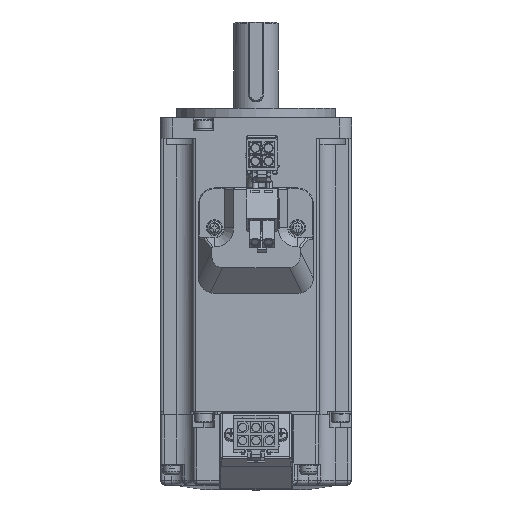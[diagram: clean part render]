
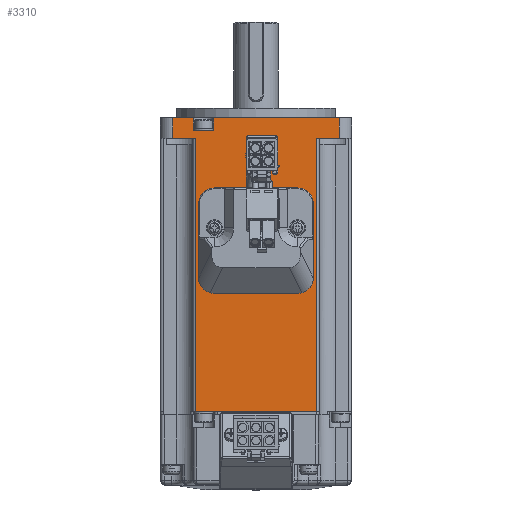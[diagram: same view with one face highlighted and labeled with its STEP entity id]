
A CAD part, top view. The second image highlights one B-rep face of the part: STEP entity #3310.
In plain terms, the highlighted planar face has unit normal (0, 0, 1).
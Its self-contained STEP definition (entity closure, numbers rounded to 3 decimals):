
#3310=ADVANCED_FACE('',(#13405,#13406),#5411,.F.);
#5411=PLANE('',#36433);
#6670=LINE('',#50224,#10037);
#6679=LINE('',#50246,#10046);
#6680=LINE('',#50250,#10047);
#6681=LINE('',#50254,#10048);
#6682=LINE('',#50255,#10049);
#6683=LINE('',#50258,#10050);
#6684=LINE('',#50260,#10051);
#6685=LINE('',#50262,#10052);
#6686=LINE('',#50264,#10053);
#6687=LINE('',#50266,#10054);
#6688=LINE('',#50268,#10055);
#6689=LINE('',#50270,#10056);
#6690=LINE('',#50272,#10057);
#6691=LINE('',#50274,#10058);
#6692=LINE('',#50276,#10059);
#6693=LINE('',#50278,#10060);
#10037=VECTOR('',#39906,1.);
#10046=VECTOR('',#39921,1.);
#10047=VECTOR('',#39924,1.);
#10048=VECTOR('',#39927,1.);
#10049=VECTOR('',#39928,1.);
#10050=VECTOR('',#39929,1.);
#10051=VECTOR('',#39930,1.);
#10052=VECTOR('',#39931,1.);
#10053=VECTOR('',#39932,1.);
#10054=VECTOR('',#39933,1.);
#10055=VECTOR('',#39934,1.);
#10056=VECTOR('',#39935,1.);
#10057=VECTOR('',#39936,1.);
#10058=VECTOR('',#39937,1.);
#10059=VECTOR('',#39938,1.);
#10060=VECTOR('',#39939,1.);
#13405=FACE_BOUND('',#13869,.T.);
#13406=FACE_BOUND('',#13870,.T.);
#13869=EDGE_LOOP('',(#16235,#16236,#16237,#16238,#16239,#16240,#16241,#16242));
#13870=EDGE_LOOP('',(#16243,#16244,#16245,#16246,#16247,#16248,#16249,#16250,
#16251,#16252,#16253,#16254));
#16235=ORIENTED_EDGE('',*,*,#29895,.F.);
#16236=ORIENTED_EDGE('',*,*,#29886,.F.);
#16237=ORIENTED_EDGE('',*,*,#29896,.F.);
#16238=ORIENTED_EDGE('',*,*,#29897,.F.);
#16239=ORIENTED_EDGE('',*,*,#29898,.F.);
#16240=ORIENTED_EDGE('',*,*,#29899,.F.);
#16241=ORIENTED_EDGE('',*,*,#29900,.F.);
#16242=ORIENTED_EDGE('',*,*,#29901,.F.);
#16243=ORIENTED_EDGE('',*,*,#29902,.F.);
#16244=ORIENTED_EDGE('',*,*,#29903,.T.);
#16245=ORIENTED_EDGE('',*,*,#29904,.F.);
#16246=ORIENTED_EDGE('',*,*,#29905,.T.);
#16247=ORIENTED_EDGE('',*,*,#29906,.F.);
#16248=ORIENTED_EDGE('',*,*,#29907,.T.);
#16249=ORIENTED_EDGE('',*,*,#29908,.F.);
#16250=ORIENTED_EDGE('',*,*,#29909,.F.);
#16251=ORIENTED_EDGE('',*,*,#29910,.F.);
#16252=ORIENTED_EDGE('',*,*,#29911,.T.);
#16253=ORIENTED_EDGE('',*,*,#29912,.F.);
#16254=ORIENTED_EDGE('',*,*,#29913,.F.);
#26582=VERTEX_POINT('',#50223);
#26583=VERTEX_POINT('',#50225);
#26591=VERTEX_POINT('',#50243);
#26592=VERTEX_POINT('',#50245);
#26593=VERTEX_POINT('',#50247);
#26594=VERTEX_POINT('',#50249);
#26595=VERTEX_POINT('',#50251);
#26596=VERTEX_POINT('',#50253);
#26597=VERTEX_POINT('',#50256);
#26598=VERTEX_POINT('',#50257);
#26599=VERTEX_POINT('',#50259);
#26600=VERTEX_POINT('',#50261);
#26601=VERTEX_POINT('',#50263);
#26602=VERTEX_POINT('',#50265);
#26603=VERTEX_POINT('',#50267);
#26604=VERTEX_POINT('',#50269);
#26605=VERTEX_POINT('',#50271);
#26606=VERTEX_POINT('',#50273);
#26607=VERTEX_POINT('',#50275);
#26608=VERTEX_POINT('',#50277);
#29886=EDGE_CURVE('',#26582,#26583,#6670,.T.);
#29895=EDGE_CURVE('',#26583,#26591,#35063,.T.);
#29896=EDGE_CURVE('',#26592,#26582,#35064,.T.);
#29897=EDGE_CURVE('',#26593,#26592,#6679,.T.);
#29898=EDGE_CURVE('',#26594,#26593,#35065,.T.);
#29899=EDGE_CURVE('',#26595,#26594,#6680,.T.);
#29900=EDGE_CURVE('',#26596,#26595,#35066,.T.);
#29901=EDGE_CURVE('',#26591,#26596,#6681,.T.);
#29902=EDGE_CURVE('',#26597,#26598,#6682,.T.);
#29903=EDGE_CURVE('',#26597,#26599,#6683,.T.);
#29904=EDGE_CURVE('',#26600,#26599,#6684,.T.);
#29905=EDGE_CURVE('',#26600,#26601,#6685,.T.);
#29906=EDGE_CURVE('',#26602,#26601,#6686,.T.);
#29907=EDGE_CURVE('',#26602,#26603,#6687,.T.);
#29908=EDGE_CURVE('',#26604,#26603,#6688,.T.);
#29909=EDGE_CURVE('',#26605,#26604,#6689,.T.);
#29910=EDGE_CURVE('',#26606,#26605,#6690,.T.);
#29911=EDGE_CURVE('',#26606,#26607,#6691,.T.);
#29912=EDGE_CURVE('',#26608,#26607,#6692,.T.);
#29913=EDGE_CURVE('',#26598,#26608,#6693,.T.);
#35063=CIRCLE('',#36429,5.);
#35064=CIRCLE('',#36430,5.);
#35065=CIRCLE('',#36431,5.);
#35066=CIRCLE('',#36432,5.);
#36429=AXIS2_PLACEMENT_3D('',#50242,#39917,#39918);
#36430=AXIS2_PLACEMENT_3D('',#50244,#39919,#39920);
#36431=AXIS2_PLACEMENT_3D('',#50248,#39922,#39923);
#36432=AXIS2_PLACEMENT_3D('',#50252,#39925,#39926);
#36433=AXIS2_PLACEMENT_3D('',#50279,#39940,#39941);
#39906=DIRECTION('',(-1.,0.,0.));
#39917=DIRECTION('',(0.,0.,1.));
#39918=DIRECTION('',(0.,-1.,0.));
#39919=DIRECTION('',(0.,0.,1.));
#39920=DIRECTION('',(0.,-1.,0.));
#39921=DIRECTION('',(0.,1.,0.));
#39922=DIRECTION('',(0.,0.,1.));
#39923=DIRECTION('',(0.,-1.,0.));
#39924=DIRECTION('',(1.,0.,0.));
#39925=DIRECTION('',(0.,0.,1.));
#39926=DIRECTION('',(0.,-1.,0.));
#39927=DIRECTION('',(0.,-1.,0.));
#39928=DIRECTION('',(-1.,0.,0.));
#39929=DIRECTION('',(0.,-1.,0.));
#39930=DIRECTION('',(-1.,0.,0.));
#39931=DIRECTION('',(0.,1.,0.));
#39932=DIRECTION('',(-1.,0.,0.));
#39933=DIRECTION('',(0.,1.,0.));
#39934=DIRECTION('',(1.,0.,0.));
#39935=DIRECTION('',(0.,1.,0.));
#39936=DIRECTION('',(1.,0.,0.));
#39937=DIRECTION('',(0.,1.,0.));
#39938=DIRECTION('',(1.,0.,0.));
#39939=DIRECTION('',(0.,1.,0.));
#39940=DIRECTION('',(0.,0.,-1.));
#39941=DIRECTION('',(0.,1.,0.));
#50223=CARTESIAN_POINT('',(13.,11.,0.));
#50224=CARTESIAN_POINT('',(0.,11.,0.));
#50225=CARTESIAN_POINT('',(-13.,11.,0.));
#50242=CARTESIAN_POINT('',(-13.,6.,0.));
#50243=CARTESIAN_POINT('',(-18.,6.,0.));
#50244=CARTESIAN_POINT('',(13.,6.,0.));
#50245=CARTESIAN_POINT('',(18.,6.,0.));
#50246=CARTESIAN_POINT('',(18.,-17.,0.));
#50247=CARTESIAN_POINT('',(18.,-17.,0.));
#50248=CARTESIAN_POINT('',(13.,-17.,0.));
#50249=CARTESIAN_POINT('',(13.,-22.,0.));
#50250=CARTESIAN_POINT('',(-13.,-22.,0.));
#50251=CARTESIAN_POINT('',(-13.,-22.,0.));
#50252=CARTESIAN_POINT('',(-13.,-17.,0.));
#50253=CARTESIAN_POINT('',(-18.,-17.,0.));
#50254=CARTESIAN_POINT('',(-18.,6.,0.));
#50255=CARTESIAN_POINT('',(-19.8,26.5,0.));
#50256=CARTESIAN_POINT('',(-18.8,26.5,0.));
#50257=CARTESIAN_POINT('',(-26.,26.5,0.));
#50258=CARTESIAN_POINT('',(-18.8,44.,0.));
#50259=CARTESIAN_POINT('',(-18.8,-59.,0.));
#50260=CARTESIAN_POINT('',(18.8,-59.,0.));
#50261=CARTESIAN_POINT('',(18.8,-59.,0.));
#50262=CARTESIAN_POINT('',(18.8,46.,0.));
#50263=CARTESIAN_POINT('',(18.8,26.5,0.));
#50264=CARTESIAN_POINT('',(-18.8,26.5,0.));
#50265=CARTESIAN_POINT('',(26.,26.5,0.));
#50266=CARTESIAN_POINT('',(26.,44.,0.));
#50267=CARTESIAN_POINT('',(26.,33.,0.));
#50268=CARTESIAN_POINT('',(26.,33.,0.));
#50269=CARTESIAN_POINT('',(-13.3,33.,0.));
#50270=CARTESIAN_POINT('',(-13.3,29.,0.));
#50271=CARTESIAN_POINT('',(-13.3,29.,0.));
#50272=CARTESIAN_POINT('',(-19.7,29.,0.));
#50273=CARTESIAN_POINT('',(-19.7,29.,0.));
#50274=CARTESIAN_POINT('',(-19.7,29.,0.));
#50275=CARTESIAN_POINT('',(-19.7,33.,0.));
#50276=CARTESIAN_POINT('',(26.,33.,0.));
#50277=CARTESIAN_POINT('',(-26.,33.,0.));
#50278=CARTESIAN_POINT('',(-26.,44.,0.));
#50279=CARTESIAN_POINT('',(-18.8,-46.,0.));
